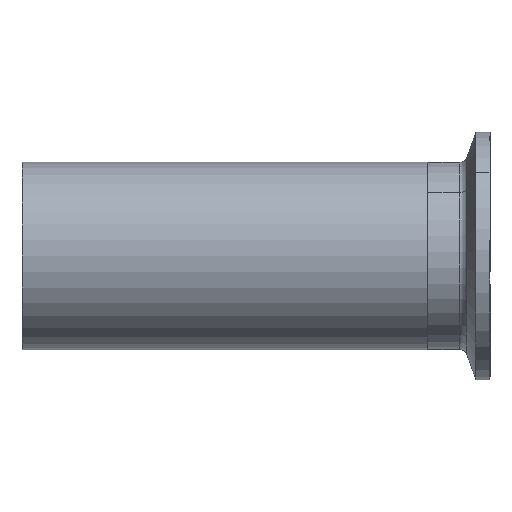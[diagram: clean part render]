
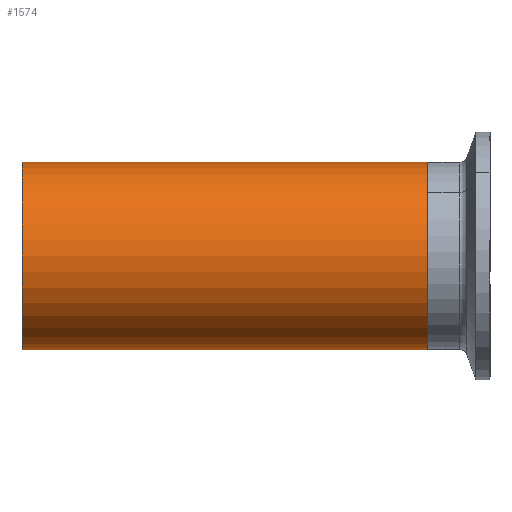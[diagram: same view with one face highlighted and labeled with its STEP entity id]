
A CAD part, front view. The second image highlights one B-rep face of the part: STEP entity #1574.
In plain terms, the highlighted cylindrical face has radius 19.05 mm (diameter 38.1 mm), a partial arc.
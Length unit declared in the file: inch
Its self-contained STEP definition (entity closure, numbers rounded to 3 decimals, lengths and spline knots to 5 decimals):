
#20 = ORIENTED_EDGE ( 'NONE', *, *, #710, .F. ) ;
#56 = ORIENTED_EDGE ( 'NONE', *, *, #1382, .F. ) ;
#72 = DIRECTION ( 'NONE',  ( 0., 0., 1. ) ) ;
#202 = VECTOR ( 'NONE', #457, 39.37008 ) ;
#216 = DIRECTION ( 'NONE',  ( 0., 0., 1. ) ) ;
#226 = CARTESIAN_POINT ( 'NONE',  ( 0.87402, 0., -0.75 ) ) ;
#234 = ORIENTED_EDGE ( 'NONE', *, *, #950, .T. ) ;
#243 = LINE ( 'NONE', #801, #267 ) ;
#267 = VECTOR ( 'NONE', #1048, 39.37008 ) ;
#318 = CARTESIAN_POINT ( 'NONE',  ( 0.87402, 0., 0. ) ) ;
#351 = ORIENTED_EDGE ( 'NONE', *, *, #512, .T. ) ;
#396 = LINE ( 'NONE', #226, #202 ) ;
#402 = VERTEX_POINT ( 'NONE', #1149 ) ;
#437 = EDGE_LOOP ( 'NONE', ( #1199, #56, #234, #351, #1034, #20 ) ) ;
#457 = DIRECTION ( 'NONE',  ( -1., 0., 0. ) ) ;
#509 = VERTEX_POINT ( 'NONE', #796 ) ;
#512 = EDGE_CURVE ( 'NONE', #687, #532, #821, .T. ) ;
#532 = VERTEX_POINT ( 'NONE', #1589 ) ;
#541 = CARTESIAN_POINT ( 'NONE',  ( 0.87402, 0., 0.75 ) ) ;
#545 = CIRCLE ( 'NONE', #1566, 0.75 ) ;
#584 = CYLINDRICAL_SURFACE ( 'NONE', #1427, 0.75 ) ;
#664 = CARTESIAN_POINT ( 'NONE',  ( 0.87402, 0., 0. ) ) ;
#679 = DIRECTION ( 'NONE',  ( 1., 0., 0. ) ) ;
#687 = VERTEX_POINT ( 'NONE', #724 ) ;
#696 = CARTESIAN_POINT ( 'NONE',  ( 0.87402, 0., -0.75 ) ) ;
#710 = EDGE_CURVE ( 'NONE', #1479, #509, #396, .T. ) ;
#724 = CARTESIAN_POINT ( 'NONE',  ( 0., 0., 0.75 ) ) ;
#760 = EDGE_CURVE ( 'NONE', #509, #532, #1468, .T. ) ;
#796 = CARTESIAN_POINT ( 'NONE',  ( -2.37402, 0., -0.75 ) ) ;
#801 = CARTESIAN_POINT ( 'NONE',  ( 0.87402, 0., 0.75 ) ) ;
#805 = DIRECTION ( 'NONE',  ( 0., 0., -1. ) ) ;
#821 = LINE ( 'NONE', #541, #1286 ) ;
#923 = FACE_OUTER_BOUND ( 'NONE', #437, .T. ) ;
#941 = DIRECTION ( 'NONE',  ( -1., 0., 0. ) ) ;
#950 = EDGE_CURVE ( 'NONE', #402, #687, #243, .T. ) ;
#970 = DIRECTION ( 'NONE',  ( -1., 0., 0. ) ) ;
#1034 = ORIENTED_EDGE ( 'NONE', *, *, #760, .F. ) ;
#1044 = CARTESIAN_POINT ( 'NONE',  ( 0., 0., -0.75 ) ) ;
#1046 = DIRECTION ( 'NONE',  ( -1., 0., 0. ) ) ;
#1048 = DIRECTION ( 'NONE',  ( -1., 0., 0. ) ) ;
#1070 = LINE ( 'NONE', #1603, #1298 ) ;
#1149 = CARTESIAN_POINT ( 'NONE',  ( 0.87402, 0., 0.75 ) ) ;
#1199 = ORIENTED_EDGE ( 'NONE', *, *, #1293, .F. ) ;
#1286 = VECTOR ( 'NONE', #1046, 39.37008 ) ;
#1293 = EDGE_CURVE ( 'NONE', #1575, #1479, #1070, .T. ) ;
#1298 = VECTOR ( 'NONE', #1623, 39.37008 ) ;
#1382 = EDGE_CURVE ( 'NONE', #402, #1575, #545, .T. ) ;
#1427 = AXIS2_PLACEMENT_3D ( 'NONE', #318, #941, #72 ) ;
#1468 = CIRCLE ( 'NONE', #1493, 0.75 ) ;
#1479 = VERTEX_POINT ( 'NONE', #1044 ) ;
#1493 = AXIS2_PLACEMENT_3D ( 'NONE', #1599, #970, #216 ) ;
#1566 = AXIS2_PLACEMENT_3D ( 'NONE', #664, #679, #805 ) ;
#1574 = ADVANCED_FACE ( 'NONE', ( #923 ), #584, .T. ) ;
#1575 = VERTEX_POINT ( 'NONE', #696 ) ;
#1589 = CARTESIAN_POINT ( 'NONE',  ( -2.37402, 0., 0.75 ) ) ;
#1599 = CARTESIAN_POINT ( 'NONE',  ( -2.37402, 0., 0. ) ) ;
#1603 = CARTESIAN_POINT ( 'NONE',  ( 0.87402, 0., -0.75 ) ) ;
#1623 = DIRECTION ( 'NONE',  ( -1., 0., 0. ) ) ;
